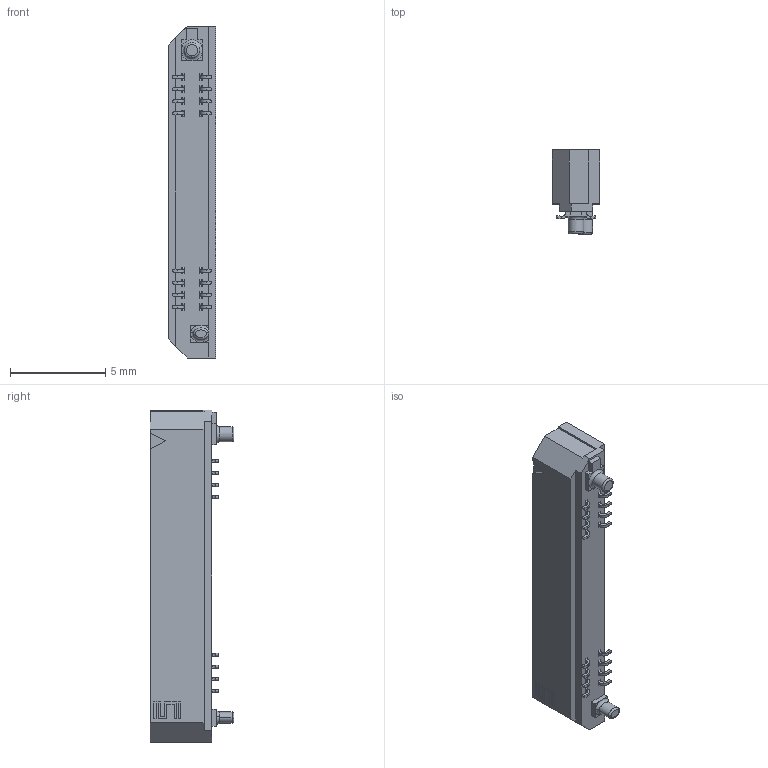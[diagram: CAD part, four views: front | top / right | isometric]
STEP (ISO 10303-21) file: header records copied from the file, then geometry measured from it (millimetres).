
FILE_DESCRIPTION(/* description */ (''),/* implementation_level */ '2;1');
FILE_NAME(/* name */ 'ERF6-20-03.5-X-2-A v1.step',/* time_stamp */ '2021-04-02T12:56:06+01:00',/* author */ (''),/* organization */ (''),/* preprocessor_version */ 'ST-DEVELOPER v18.1',/* originating_system */ 'Autodesk Translation Framework v9.10.0.1330',/* authorisation */ '');
FILE_SCHEMA (('AUTOMOTIVE_DESIGN { 1 0 10303 214 3 1 1 }'));
Length unit declared in the file: millimetre
Products named in the file (1): ERF6-20-03.5-X-2-A
Bounding box: 2.5 x 4.4 x 17.41 mm (x, y, z)
Volume: 86.3 mm3; surface area: 314.4 mm2
Topology: 1 solids, 1 shells, 1031 faces, 2624 edges, 1628 vertices
Faces by surface type: plane 583, bspline 215, cylinder 215, torus 18
Full cylindrical faces by diameter (mm): 0.8 x1
Entity records: 33702 total; most frequent: CARTESIAN_POINT 9507, ORIENTED_EDGE 5202, DIRECTION 4748, EDGE_CURVE 2601, VERTEX_POINT 1628, AXIS2_PLACEMENT_3D 1583, LINE 1582, VECTOR 1582
